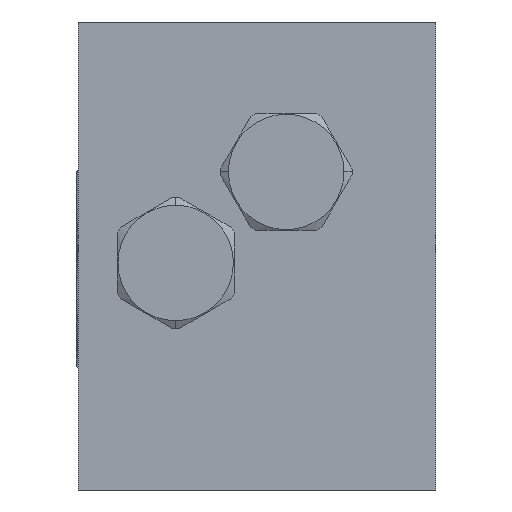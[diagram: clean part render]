
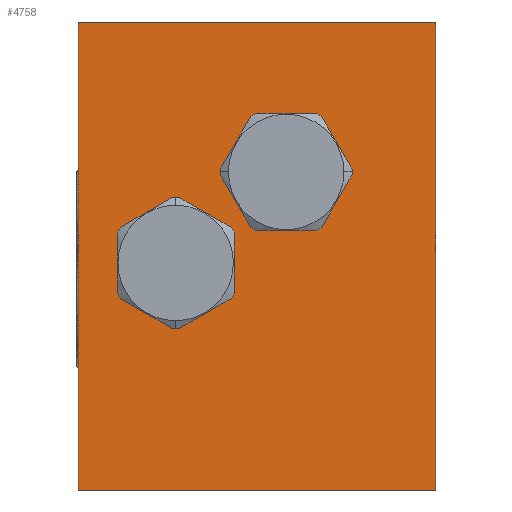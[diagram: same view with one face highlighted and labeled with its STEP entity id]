
A CAD part, left-side view. The second image highlights one B-rep face of the part: STEP entity #4758.
In plain terms, the highlighted planar face has unit normal (-1, 0, 0).
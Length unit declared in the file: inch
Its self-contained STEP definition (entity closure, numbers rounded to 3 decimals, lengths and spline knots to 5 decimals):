
#1=DIRECTION('',(0.,-1.,0.));
#2=VECTOR('',#1,3.438);
#3=CARTESIAN_POINT('',(0.,0.,0.));
#4=LINE('',#3,#2);
#17=DIRECTION('',(0.,0.,1.));
#18=VECTOR('',#17,4.5);
#19=CARTESIAN_POINT('',(0.,0.,0.));
#20=LINE('',#19,#18);
#21=CARTESIAN_POINT('',(0.,-0.938,2.183));
#22=DIRECTION('',(1.,0.,0.));
#23=DIRECTION('',(0.,0.,-1.));
#24=AXIS2_PLACEMENT_3D('',#21,#22,#23);
#26=CARTESIAN_POINT('',(0.,-0.938,2.183));
#27=DIRECTION('',(1.,0.,0.));
#28=DIRECTION('',(0.,0.,1.));
#29=AXIS2_PLACEMENT_3D('',#26,#27,#28);
#31=CARTESIAN_POINT('',(0.,-2.,3.058));
#32=DIRECTION('',(1.,0.,0.));
#33=DIRECTION('',(0.,0.,-1.));
#34=AXIS2_PLACEMENT_3D('',#31,#32,#33);
#36=CARTESIAN_POINT('',(0.,-2.,3.058));
#37=DIRECTION('',(1.,0.,0.));
#38=DIRECTION('',(0.,0.,1.));
#39=AXIS2_PLACEMENT_3D('',#36,#37,#38);
#109=DIRECTION('',(0.,0.,1.));
#110=VECTOR('',#109,4.5);
#111=CARTESIAN_POINT('',(0.,-3.438,0.));
#112=LINE('',#111,#110);
#153=DIRECTION('',(0.,-1.,0.));
#154=VECTOR('',#153,3.438);
#155=CARTESIAN_POINT('',(0.,0.,4.5));
#156=LINE('',#155,#154);
#4137=CARTESIAN_POINT('',(0.,0.,0.));
#4138=CARTESIAN_POINT('',(0.,-3.438,0.));
#4139=VERTEX_POINT('',#4137);
#4140=VERTEX_POINT('',#4138);
#4145=CARTESIAN_POINT('',(0.,0.,4.5));
#4146=CARTESIAN_POINT('',(0.,-3.438,4.5));
#4147=VERTEX_POINT('',#4145);
#4148=VERTEX_POINT('',#4146);
#4277=CARTESIAN_POINT('',(0.,-0.938,1.643));
#4278=CARTESIAN_POINT('',(0.,-0.938,2.723));
#4279=VERTEX_POINT('',#4277);
#4280=VERTEX_POINT('',#4278);
#4331=CARTESIAN_POINT('',(0.,-2.,2.518));
#4332=CARTESIAN_POINT('',(0.,-2.,3.598));
#4333=VERTEX_POINT('',#4331);
#4334=VERTEX_POINT('',#4332);
#4732=CARTESIAN_POINT('',(0.,0.,0.));
#4733=DIRECTION('',(-1.,0.,0.));
#4734=DIRECTION('',(0.,-1.,0.));
#4735=AXIS2_PLACEMENT_3D('',#4732,#4733,#4734);
#4736=PLANE('',#4735);
#4737=ORIENTED_EDGE('',*,*,#4721,.F.);
#4739=ORIENTED_EDGE('',*,*,#4738,.T.);
#4741=ORIENTED_EDGE('',*,*,#4740,.T.);
#4743=ORIENTED_EDGE('',*,*,#4742,.F.);
#4744=EDGE_LOOP('',(#4737,#4739,#4741,#4743));
#4745=FACE_OUTER_BOUND('',#4744,.F.);
#4747=ORIENTED_EDGE('',*,*,#4746,.F.);
#4749=ORIENTED_EDGE('',*,*,#4748,.F.);
#4750=EDGE_LOOP('',(#4747,#4749));
#4751=FACE_BOUND('',#4750,.F.);
#4753=ORIENTED_EDGE('',*,*,#4752,.F.);
#4755=ORIENTED_EDGE('',*,*,#4754,.F.);
#4756=EDGE_LOOP('',(#4753,#4755));
#4757=FACE_BOUND('',#4756,.F.);
#4758=ADVANCED_FACE('',(#4745,#4751,#4757),#4736,.T.);
#25=CIRCLE('',#24,0.54);
#30=CIRCLE('',#29,0.54);
#35=CIRCLE('',#34,0.54);
#40=CIRCLE('',#39,0.54);
#4721=EDGE_CURVE('',#4139,#4140,#4,.T.);
#4738=EDGE_CURVE('',#4139,#4147,#20,.T.);
#4740=EDGE_CURVE('',#4147,#4148,#156,.T.);
#4742=EDGE_CURVE('',#4140,#4148,#112,.T.);
#4746=EDGE_CURVE('',#4279,#4280,#25,.T.);
#4748=EDGE_CURVE('',#4280,#4279,#30,.T.);
#4752=EDGE_CURVE('',#4333,#4334,#35,.T.);
#4754=EDGE_CURVE('',#4334,#4333,#40,.T.);
